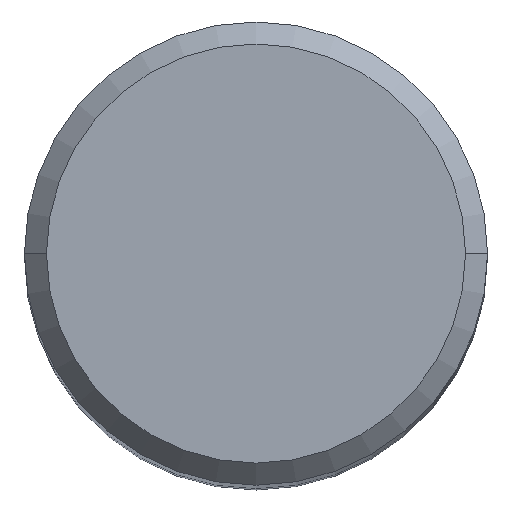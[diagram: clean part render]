
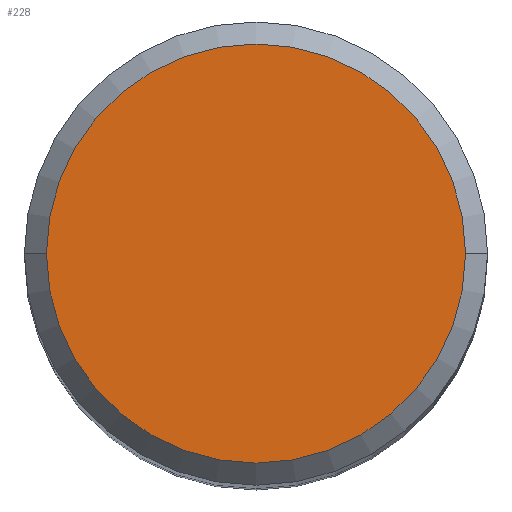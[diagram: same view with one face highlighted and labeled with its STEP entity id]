
A CAD part, top view. The second image highlights one B-rep face of the part: STEP entity #228.
In plain terms, the highlighted planar face has unit normal (0, 0, 1).
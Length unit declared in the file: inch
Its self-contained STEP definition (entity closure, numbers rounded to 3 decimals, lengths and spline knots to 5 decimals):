
#11 = CARTESIAN_POINT ( 'NONE',  ( 0.14248, 0., 1.9685 ) ) ;
#21 = CARTESIAN_POINT ( 'NONE',  ( -0.14248, 0., 1.9685 ) ) ;
#32 = DIRECTION ( 'NONE',  ( 0., 0., 1. ) ) ;
#53 = AXIS2_PLACEMENT_3D ( 'NONE', #139, #271, #252 ) ;
#55 = ORIENTED_EDGE ( 'NONE', *, *, #270, .T. ) ;
#74 = VERTEX_POINT ( 'NONE', #11 ) ;
#82 = AXIS2_PLACEMENT_3D ( 'NONE', #241, #32, #131 ) ;
#86 = CARTESIAN_POINT ( 'NONE',  ( 0., 0., 1.9685 ) ) ;
#114 = AXIS2_PLACEMENT_3D ( 'NONE', #86, #275, #164 ) ;
#131 = DIRECTION ( 'NONE',  ( 1., 0., 0. ) ) ;
#135 = PLANE ( 'NONE',  #53 ) ;
#139 = CARTESIAN_POINT ( 'NONE',  ( 0., 0., 1.9685 ) ) ;
#152 = CIRCLE ( 'NONE', #114, 0.14248 ) ;
#154 = EDGE_CURVE ( 'NONE', #210, #74, #236, .T. ) ;
#164 = DIRECTION ( 'NONE',  ( 1., 0., 0. ) ) ;
#173 = EDGE_LOOP ( 'NONE', ( #237, #55 ) ) ;
#210 = VERTEX_POINT ( 'NONE', #21 ) ;
#228 = ADVANCED_FACE ( 'NONE', ( #233 ), #135, .T. ) ;
#233 = FACE_OUTER_BOUND ( 'NONE', #173, .T. ) ;
#236 = CIRCLE ( 'NONE', #82, 0.14248 ) ;
#237 = ORIENTED_EDGE ( 'NONE', *, *, #154, .T. ) ;
#241 = CARTESIAN_POINT ( 'NONE',  ( 0., 0., 1.9685 ) ) ;
#252 = DIRECTION ( 'NONE',  ( 1., 0., 0. ) ) ;
#270 = EDGE_CURVE ( 'NONE', #74, #210, #152, .T. ) ;
#271 = DIRECTION ( 'NONE',  ( 0., 0., 1. ) ) ;
#275 = DIRECTION ( 'NONE',  ( 0., 0., 1. ) ) ;
